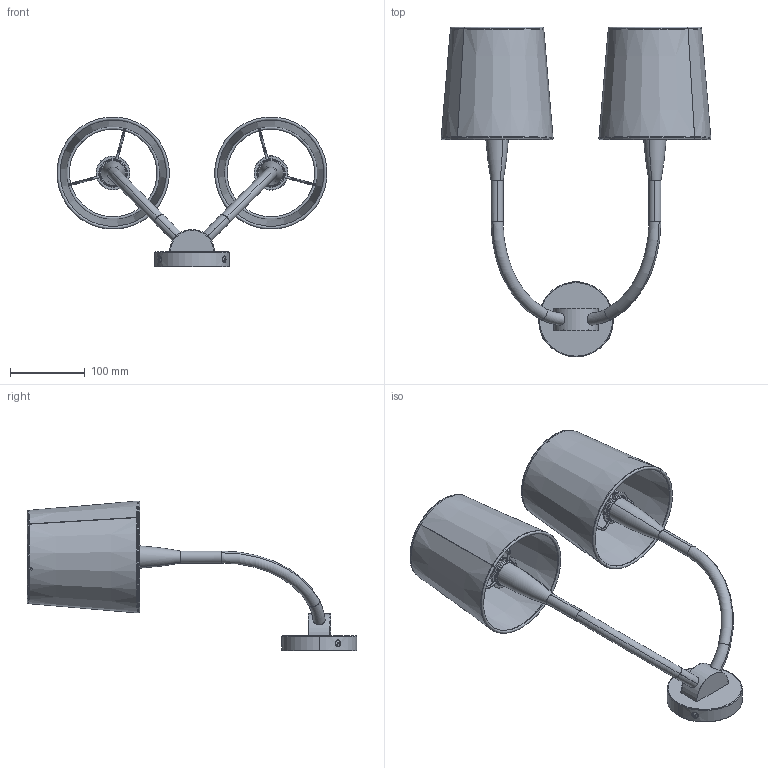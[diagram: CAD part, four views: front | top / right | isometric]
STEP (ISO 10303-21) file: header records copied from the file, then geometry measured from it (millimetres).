
FILE_DESCRIPTION (( 'STEP AP203' ), '1' );
FILE_NAME ('SO 70 W2._exported.step', '2025-02-09T09:02:32', ( '' ), ( '' ), 'SwSTEP 2.0', 'SolidWorks 2023', '' );
FILE_SCHEMA (( 'CONFIG_CONTROL_DESIGN' ));
Length unit declared in the file: millimetre
Products named in the file (1): SO 70 W2._exported
Bounding box: 360.15 x 440 x 200.07 mm (x, y, z)
Surface area: 381812 mm2 (no closed solid volume)
Topology: 0 solids, 24 shells, 227 faces, 560 edges, 350 vertices
Faces by surface type: cylinder 85, torus 78, plane 26, cone 22, sphere 12, bspline 4
Entity records: 7917 total; most frequent: CARTESIAN_POINT 2322, DIRECTION 1341, ORIENTED_EDGE 994, AXIS2_PLACEMENT_3D 607, EDGE_CURVE 556, CIRCLE 383, VERTEX_POINT 350, EDGE_LOOP 255
